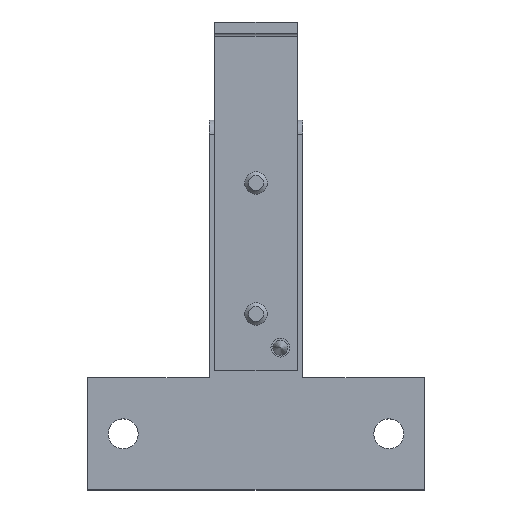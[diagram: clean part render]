
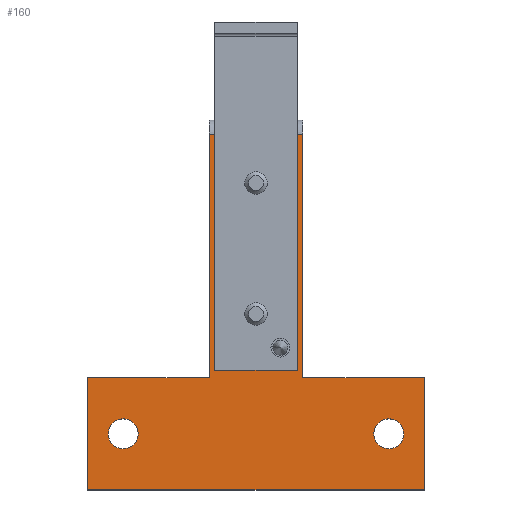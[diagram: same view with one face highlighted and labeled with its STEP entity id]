
A CAD part, top view. The second image highlights one B-rep face of the part: STEP entity #160.
In plain terms, the highlighted planar face has unit normal (0, 0, 1).
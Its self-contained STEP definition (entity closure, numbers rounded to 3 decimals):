
#160=ADVANCED_FACE('',(#2185,#2187,#2189,#2191,#2193,#2195),#2197,.T.);
#2185=FACE_BOUND('',#2186,.T.);
#2186=EDGE_LOOP('',(#3955,#3956,#3957,#3958,#3959,#3960,#3961,#3962));
#2187=FACE_BOUND('',#2188,.T.);
#2188=EDGE_LOOP('',(#3963));
#2189=FACE_BOUND('',#2190,.T.);
#2190=EDGE_LOOP('',(#3964));
#2191=FACE_BOUND('',#2192,.T.);
#2192=EDGE_LOOP('',(#3965));
#2193=FACE_BOUND('',#2194,.T.);
#2194=EDGE_LOOP('',(#3966));
#2195=FACE_BOUND('',#2196,.T.);
#2196=EDGE_LOOP('',(#3967));
#2197=PLANE('',#2198);
#2198=AXIS2_PLACEMENT_3D('',#2199,#2200,#2201);
#2199=CARTESIAN_POINT('',(-14.672,14.888,2.784));
#2200=DIRECTION('',(0.,0.,1.));
#2201=DIRECTION('',(1.,0.,0.));
#3955=ORIENTED_EDGE('',*,*,#5089,.T.);
#3956=ORIENTED_EDGE('',*,*,#5090,.T.);
#3957=ORIENTED_EDGE('',*,*,#5091,.T.);
#3958=ORIENTED_EDGE('',*,*,#5092,.T.);
#3959=ORIENTED_EDGE('',*,*,#5093,.T.);
#3960=ORIENTED_EDGE('',*,*,#5094,.T.);
#3961=ORIENTED_EDGE('',*,*,#5095,.T.);
#3962=ORIENTED_EDGE('',*,*,#5096,.T.);
#3963=ORIENTED_EDGE('',*,*,#5097,.T.);
#3964=ORIENTED_EDGE('',*,*,#5098,.T.);
#3965=ORIENTED_EDGE('',*,*,#4936,.T.);
#3966=ORIENTED_EDGE('',*,*,#4932,.T.);
#3967=ORIENTED_EDGE('',*,*,#5099,.T.);
#4932=EDGE_CURVE('',#5509,#5509,#5510,.F.);
#4936=EDGE_CURVE('',#5517,#5517,#5518,.F.);
#5089=EDGE_CURVE('',#5813,#5814,#5815,.T.);
#5090=EDGE_CURVE('',#5814,#5816,#5817,.T.);
#5091=EDGE_CURVE('',#5816,#5818,#5819,.T.);
#5092=EDGE_CURVE('',#5818,#5820,#5821,.T.);
#5093=EDGE_CURVE('',#5820,#5822,#5823,.T.);
#5094=EDGE_CURVE('',#5822,#5824,#5825,.T.);
#5095=EDGE_CURVE('',#5824,#5826,#5827,.T.);
#5096=EDGE_CURVE('',#5826,#5813,#5828,.T.);
#5097=EDGE_CURVE('',#5829,#5829,#5830,.F.);
#5098=EDGE_CURVE('',#5831,#5831,#5832,.F.);
#5099=EDGE_CURVE('',#5833,#5833,#5834,.F.);
#5509=VERTEX_POINT('',#6475);
#5510=CIRCLE('',#6476,3.5);
#5517=VERTEX_POINT('',#6495);
#5518=CIRCLE('',#6496,3.5);
#5813=VERTEX_POINT('',#7202);
#5814=VERTEX_POINT('',#7203);
#5815=LINE('',#7204,#7205);
#5816=VERTEX_POINT('',#7207);
#5817=LINE('',#7208,#7209);
#5818=VERTEX_POINT('',#7211);
#5819=LINE('',#7212,#7213);
#5820=VERTEX_POINT('',#7215);
#5821=LINE('',#7216,#7217);
#5822=VERTEX_POINT('',#7219);
#5823=LINE('',#7220,#7221);
#5824=VERTEX_POINT('',#7223);
#5825=LINE('',#7224,#7225);
#5826=VERTEX_POINT('',#7227);
#5827=LINE('',#7228,#7229);
#5828=LINE('',#7231,#7232);
#5829=VERTEX_POINT('',#7234);
#5830=CIRCLE('',#7235,4.);
#5831=VERTEX_POINT('',#7239);
#5832=CIRCLE('',#7240,4.);
#5833=VERTEX_POINT('',#7244);
#5834=CIRCLE('',#7245,2.5);
#6475=CARTESIAN_POINT('',(-11.172,-33.112,2.784));
#6476=AXIS2_PLACEMENT_3D('',#6477,#6478,#6479);
#6477=CARTESIAN_POINT('',(-14.672,-33.112,2.784));
#6478=DIRECTION('',(0.,0.,1.));
#6479=DIRECTION('',(1.,0.,0.));
#6495=CARTESIAN_POINT('',(-11.172,1.888,2.784));
#6496=AXIS2_PLACEMENT_3D('',#6497,#6498,#6499);
#6497=CARTESIAN_POINT('',(-14.672,1.888,2.784));
#6498=DIRECTION('',(0.,0.,1.));
#6499=DIRECTION('',(1.,0.,0.));
#7202=CARTESIAN_POINT('',(30.328,-50.112,2.784));
#7203=CARTESIAN_POINT('',(-2.172,-50.112,2.784));
#7204=CARTESIAN_POINT('',(30.328,-50.112,2.784));
#7205=VECTOR('',#7206,1.);
#7206=DIRECTION('',(-1.,0.,0.));
#7207=CARTESIAN_POINT('',(-2.172,14.888,2.784));
#7208=CARTESIAN_POINT('',(-2.172,-50.112,2.784));
#7209=VECTOR('',#7210,1.);
#7210=DIRECTION('',(0.,1.,0.));
#7211=CARTESIAN_POINT('',(-27.172,14.888,2.784));
#7212=CARTESIAN_POINT('',(-2.172,14.888,2.784));
#7213=VECTOR('',#7214,1.);
#7214=DIRECTION('',(-1.,0.,0.));
#7215=CARTESIAN_POINT('',(-27.172,-50.112,2.784));
#7216=CARTESIAN_POINT('',(-27.172,14.888,2.784));
#7217=VECTOR('',#7218,1.);
#7218=DIRECTION('',(0.,-1.,0.));
#7219=CARTESIAN_POINT('',(-59.672,-50.112,2.784));
#7220=CARTESIAN_POINT('',(-27.172,-50.112,2.784));
#7221=VECTOR('',#7222,1.);
#7222=DIRECTION('',(-1.,0.,0.));
#7223=CARTESIAN_POINT('',(-59.672,-80.112,2.784));
#7224=CARTESIAN_POINT('',(-59.672,-50.112,2.784));
#7225=VECTOR('',#7226,1.);
#7226=DIRECTION('',(0.,-1.,0.));
#7227=CARTESIAN_POINT('',(30.328,-80.112,2.784));
#7228=CARTESIAN_POINT('',(-59.672,-80.112,2.784));
#7229=VECTOR('',#7230,1.);
#7230=DIRECTION('',(1.,0.,0.));
#7231=CARTESIAN_POINT('',(30.328,-80.112,2.784));
#7232=VECTOR('',#7233,1.);
#7233=DIRECTION('',(0.,1.,0.));
#7234=CARTESIAN_POINT('',(-46.172,-65.112,2.784));
#7235=AXIS2_PLACEMENT_3D('',#7236,#7237,#7238);
#7236=CARTESIAN_POINT('',(-50.172,-65.112,2.784));
#7237=DIRECTION('',(0.,0.,1.));
#7238=DIRECTION('',(1.,0.,0.));
#7239=CARTESIAN_POINT('',(24.828,-65.112,2.784));
#7240=AXIS2_PLACEMENT_3D('',#7241,#7242,#7243);
#7241=CARTESIAN_POINT('',(20.828,-65.112,2.784));
#7242=DIRECTION('',(0.,0.,1.));
#7243=DIRECTION('',(1.,0.,0.));
#7244=CARTESIAN_POINT('',(-5.672,-42.112,2.784));
#7245=AXIS2_PLACEMENT_3D('',#7246,#7247,#7248);
#7246=CARTESIAN_POINT('',(-8.172,-42.112,2.784));
#7247=DIRECTION('',(0.,0.,1.));
#7248=DIRECTION('',(1.,0.,0.));
